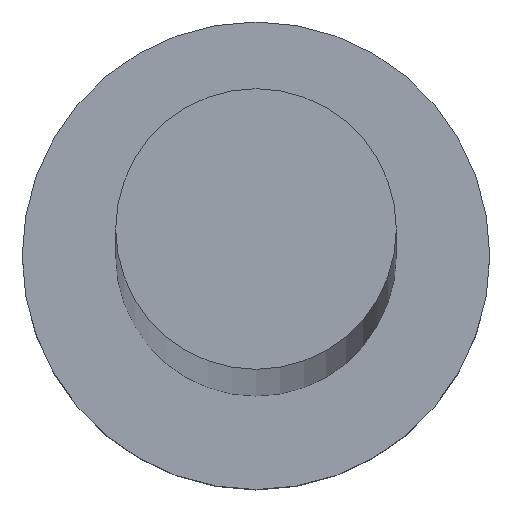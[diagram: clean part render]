
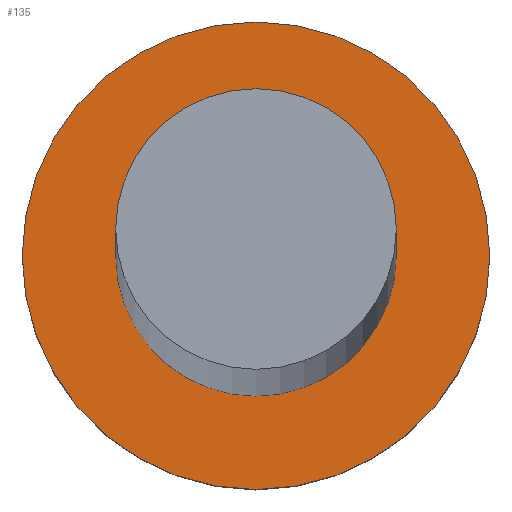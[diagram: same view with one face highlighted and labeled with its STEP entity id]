
A CAD part, top view. The second image highlights one B-rep face of the part: STEP entity #135.
In plain terms, the highlighted planar face has unit normal (0, 0, 1).
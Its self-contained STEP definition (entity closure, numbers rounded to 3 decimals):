
#5 = DIRECTION ( 'NONE',  ( 1., 0., 0. ) ) ;
#10 = CARTESIAN_POINT ( 'NONE',  ( 0., 0., 1.5 ) ) ;
#11 = VERTEX_POINT ( 'NONE', #41 ) ;
#14 = VERTEX_POINT ( 'NONE', #20 ) ;
#20 = CARTESIAN_POINT ( 'NONE',  ( -0.9, 0., 1.5 ) ) ;
#28 = CARTESIAN_POINT ( 'NONE',  ( 1.5, 0., 1.5 ) ) ;
#34 = CARTESIAN_POINT ( 'NONE',  ( 0., 0., 1.5 ) ) ;
#39 = EDGE_LOOP ( 'NONE', ( #112, #230 ) ) ;
#41 = CARTESIAN_POINT ( 'NONE',  ( -1.5, 0., 1.5 ) ) ;
#48 = CIRCLE ( 'NONE', #106, 0.9 ) ;
#60 = VERTEX_POINT ( 'NONE', #28 ) ;
#70 = CARTESIAN_POINT ( 'NONE',  ( 0., 0., 1.5 ) ) ;
#71 = DIRECTION ( 'NONE',  ( 1., 0., 0. ) ) ;
#87 = EDGE_CURVE ( 'NONE', #14, #192, #48, .T. ) ;
#90 = ORIENTED_EDGE ( 'NONE', *, *, #224, .T. ) ;
#96 = PLANE ( 'NONE',  #237 ) ;
#100 = CIRCLE ( 'NONE', #137, 1.5 ) ;
#106 = AXIS2_PLACEMENT_3D ( 'NONE', #116, #201, #5 ) ;
#110 = DIRECTION ( 'NONE',  ( 1., 0., 0. ) ) ;
#111 = CIRCLE ( 'NONE', #179, 1.5 ) ;
#112 = ORIENTED_EDGE ( 'NONE', *, *, #87, .F. ) ;
#116 = CARTESIAN_POINT ( 'NONE',  ( 0., 0., 1.5 ) ) ;
#119 = AXIS2_PLACEMENT_3D ( 'NONE', #215, #127, #110 ) ;
#124 = DIRECTION ( 'NONE',  ( 0., 0., 1. ) ) ;
#127 = DIRECTION ( 'NONE',  ( 0., 0., 1. ) ) ;
#132 = DIRECTION ( 'NONE',  ( 1., 0., 0. ) ) ;
#133 = CIRCLE ( 'NONE', #119, 0.9 ) ;
#135 = ADVANCED_FACE ( 'NONE', ( #187, #166 ), #96, .T. ) ;
#137 = AXIS2_PLACEMENT_3D ( 'NONE', #70, #225, #132 ) ;
#156 = EDGE_CURVE ( 'NONE', #11, #60, #111, .T. ) ;
#158 = EDGE_LOOP ( 'NONE', ( #217, #90 ) ) ;
#161 = CARTESIAN_POINT ( 'NONE',  ( 0.9, 0., 1.5 ) ) ;
#166 = FACE_OUTER_BOUND ( 'NONE', #158, .T. ) ;
#175 = DIRECTION ( 'NONE',  ( 0., 0., 1. ) ) ;
#179 = AXIS2_PLACEMENT_3D ( 'NONE', #34, #124, #71 ) ;
#187 = FACE_BOUND ( 'NONE', #39, .T. ) ;
#192 = VERTEX_POINT ( 'NONE', #161 ) ;
#201 = DIRECTION ( 'NONE',  ( 0., 0., 1. ) ) ;
#215 = CARTESIAN_POINT ( 'NONE',  ( 0., 0., 1.5 ) ) ;
#217 = ORIENTED_EDGE ( 'NONE', *, *, #156, .T. ) ;
#219 = EDGE_CURVE ( 'NONE', #192, #14, #133, .T. ) ;
#224 = EDGE_CURVE ( 'NONE', #60, #11, #100, .T. ) ;
#225 = DIRECTION ( 'NONE',  ( 0., 0., 1. ) ) ;
#230 = ORIENTED_EDGE ( 'NONE', *, *, #219, .F. ) ;
#237 = AXIS2_PLACEMENT_3D ( 'NONE', #10, #175, #249 ) ;
#249 = DIRECTION ( 'NONE',  ( 1., 0., 0. ) ) ;
